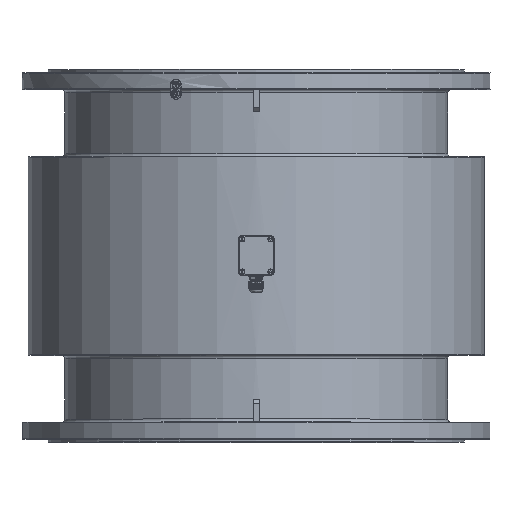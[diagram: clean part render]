
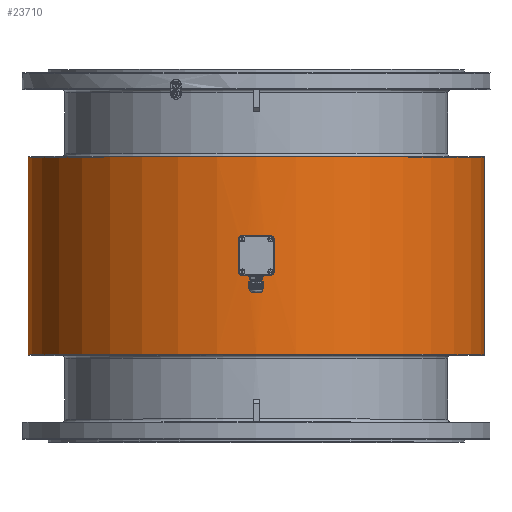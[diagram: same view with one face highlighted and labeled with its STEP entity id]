
A CAD part, top view. The second image highlights one B-rep face of the part: STEP entity #23710.
In plain terms, the highlighted cylindrical face has radius 367.5 mm (diameter 735 mm), a full revolution.
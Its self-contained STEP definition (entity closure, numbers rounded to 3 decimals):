
#755=FACE_BOUND('',#3235,.T.);
#1640=FACE_OUTER_BOUND('',#3234,.T.);
#3234=EDGE_LOOP('',(#16197,#16198,#16199,#16200));
#3235=EDGE_LOOP('',(#16201,#16202));
#4748=CIRCLE('',#25427,367.5);
#4751=CIRCLE('',#25431,367.5);
#6058=B_SPLINE_CURVE_WITH_KNOTS('',3,(#46357,#46358,#46359,#46360,#46361,
#46362,#46363,#46364,#46365,#46366,#46367,#46368,#46369,#46370,#46371,#46372,
#46373,#46374,#46375,#46376,#46377,#46378,#46379,#46380,#46381,#46382,#46383,
#46384,#46385,#46386,#46387,#46388,#46389,#46390,#46391),.UNSPECIFIED.,
 .F.,.F.,(4,2,2,2,2,2,2,2,3,2,2,2,2,2,2,2,4),(-3.165,-2.769,
-2.374,-1.978,-1.582,-1.187,
-0.791,-0.396,0.,0.396,0.791,
1.187,1.582,1.978,2.374,2.769,
3.165),.UNSPECIFIED.);
#6059=B_SPLINE_CURVE_WITH_KNOTS('',3,(#46392,#46393,#46394,#46395,#46396,
#46397,#46398,#46399,#46400,#46401,#46402,#46403,#46404,#46405,#46406,#46407,
#46408,#46409,#46410,#46411,#46412,#46413,#46414,#46415,#46416,#46417,#46418,
#46419,#46420,#46421,#46422,#46423,#46424,#46425),.UNSPECIFIED.,.F.,.F.,
(4,2,2,2,2,2,2,2,2,2,2,2,2,2,2,2,4),(3.165,3.561,
3.956,4.352,4.747,5.143,5.539,
5.934,6.33,6.725,7.121,7.517,
7.912,8.308,8.703,9.099,9.495),
 .UNSPECIFIED.);
#6629=LINE('',#46354,#8086);
#8086=VECTOR('',#28920,367.5);
#9781=VERTEX_POINT('',#46346);
#9783=VERTEX_POINT('',#46352);
#9784=VERTEX_POINT('',#46355);
#9785=VERTEX_POINT('',#46356);
#12065=EDGE_CURVE('',#9781,#9781,#4748,.T.);
#12068=EDGE_CURVE('',#9783,#9783,#4751,.T.);
#12069=EDGE_CURVE('',#9783,#9781,#6629,.T.);
#12070=EDGE_CURVE('',#9784,#9785,#6058,.T.);
#12071=EDGE_CURVE('',#9785,#9784,#6059,.T.);
#16197=ORIENTED_EDGE('',*,*,#12068,.F.);
#16198=ORIENTED_EDGE('',*,*,#12069,.T.);
#16199=ORIENTED_EDGE('',*,*,#12065,.F.);
#16200=ORIENTED_EDGE('',*,*,#12069,.F.);
#16201=ORIENTED_EDGE('',*,*,#12070,.T.);
#16202=ORIENTED_EDGE('',*,*,#12071,.T.);
#21908=CYLINDRICAL_SURFACE('',#25430,367.5);
#23710=ADVANCED_FACE('',(#1640,#755),#21908,.T.);
#25427=AXIS2_PLACEMENT_3D('',#46347,#28910,#28911);
#25430=AXIS2_PLACEMENT_3D('',#46351,#28916,#28917);
#25431=AXIS2_PLACEMENT_3D('',#46353,#28918,#28919);
#28910=DIRECTION('center_axis',(-1.,0.,0.));
#28911=DIRECTION('ref_axis',(0.,-1.,0.));
#28916=DIRECTION('center_axis',(1.,0.,0.));
#28917=DIRECTION('ref_axis',(0.,1.,0.));
#28918=DIRECTION('center_axis',(1.,0.,0.));
#28919=DIRECTION('ref_axis',(0.,-1.,0.));
#28920=DIRECTION('',(-1.,0.,0.));
#46346=CARTESIAN_POINT('',(-159.,-809.,0.));
#46347=CARTESIAN_POINT('Origin',(-159.,-441.5,0.));
#46351=CARTESIAN_POINT('Origin',(0.,-441.5,0.));
#46352=CARTESIAN_POINT('',(159.,-809.,0.));
#46353=CARTESIAN_POINT('Origin',(159.,-441.5,0.));
#46354=CARTESIAN_POINT('',(0.,-809.,0.));
#46355=CARTESIAN_POINT('',(-21.,-74.,0.));
#46356=CARTESIAN_POINT('',(21.,-74.,0.));
#46357=CARTESIAN_POINT('Ctrl Pts',(-21.,-74.,
0.));
#46358=CARTESIAN_POINT('Ctrl Pts',(-21.,-74.,
-1.319));
#46359=CARTESIAN_POINT('Ctrl Pts',(-20.874,-74.007,-2.682));
#46360=CARTESIAN_POINT('Ctrl Pts',(-20.342,-74.037,
-5.395));
#46361=CARTESIAN_POINT('Ctrl Pts',(-19.937,-74.06,
-6.744));
#46362=CARTESIAN_POINT('Ctrl Pts',(-18.865,-74.116,-9.331));
#46363=CARTESIAN_POINT('Ctrl Pts',(-18.198,-74.15,
-10.571));
#46364=CARTESIAN_POINT('Ctrl Pts',(-16.656,-74.223,
-12.864));
#46365=CARTESIAN_POINT('Ctrl Pts',(-15.781,-74.262,
-13.917));
#46366=CARTESIAN_POINT('Ctrl Pts',(-13.917,-74.338,
-15.781));
#46367=CARTESIAN_POINT('Ctrl Pts',(-12.864,-74.377,
-16.656));
#46368=CARTESIAN_POINT('Ctrl Pts',(-10.571,-74.45,
-18.198));
#46369=CARTESIAN_POINT('Ctrl Pts',(-9.331,-74.484,
-18.865));
#46370=CARTESIAN_POINT('Ctrl Pts',(-6.744,-74.541,
-19.937));
#46371=CARTESIAN_POINT('Ctrl Pts',(-5.395,-74.563,-20.342));
#46372=CARTESIAN_POINT('Ctrl Pts',(-2.682,-74.593,
-20.874));
#46373=CARTESIAN_POINT('Ctrl Pts',(-1.319,-74.6,-21.));
#46374=CARTESIAN_POINT('Ctrl Pts',(0.,-74.6,
-21.));
#46375=CARTESIAN_POINT('Ctrl Pts',(1.319,-74.6,-21.));
#46376=CARTESIAN_POINT('Ctrl Pts',(2.682,-74.593,-20.874));
#46377=CARTESIAN_POINT('Ctrl Pts',(5.395,-74.563,-20.342));
#46378=CARTESIAN_POINT('Ctrl Pts',(6.744,-74.541,-19.937));
#46379=CARTESIAN_POINT('Ctrl Pts',(9.331,-74.484,-18.865));
#46380=CARTESIAN_POINT('Ctrl Pts',(10.571,-74.45,-18.198));
#46381=CARTESIAN_POINT('Ctrl Pts',(12.864,-74.377,-16.656));
#46382=CARTESIAN_POINT('Ctrl Pts',(13.917,-74.338,-15.781));
#46383=CARTESIAN_POINT('Ctrl Pts',(15.781,-74.262,-13.917));
#46384=CARTESIAN_POINT('Ctrl Pts',(16.656,-74.223,-12.864));
#46385=CARTESIAN_POINT('Ctrl Pts',(18.198,-74.15,-10.571));
#46386=CARTESIAN_POINT('Ctrl Pts',(18.865,-74.116,-9.331));
#46387=CARTESIAN_POINT('Ctrl Pts',(19.937,-74.06,-6.744));
#46388=CARTESIAN_POINT('Ctrl Pts',(20.342,-74.037,-5.395));
#46389=CARTESIAN_POINT('Ctrl Pts',(20.874,-74.007,-2.682));
#46390=CARTESIAN_POINT('Ctrl Pts',(21.,-74.,-1.319));
#46391=CARTESIAN_POINT('Ctrl Pts',(21.,-74.,0.));
#46392=CARTESIAN_POINT('Ctrl Pts',(21.,-74.,0.));
#46393=CARTESIAN_POINT('Ctrl Pts',(21.,-74.,1.319));
#46394=CARTESIAN_POINT('Ctrl Pts',(20.874,-74.007,2.682));
#46395=CARTESIAN_POINT('Ctrl Pts',(20.342,-74.037,5.395));
#46396=CARTESIAN_POINT('Ctrl Pts',(19.937,-74.06,6.744));
#46397=CARTESIAN_POINT('Ctrl Pts',(18.865,-74.116,9.331));
#46398=CARTESIAN_POINT('Ctrl Pts',(18.198,-74.15,10.571));
#46399=CARTESIAN_POINT('Ctrl Pts',(16.656,-74.223,12.864));
#46400=CARTESIAN_POINT('Ctrl Pts',(15.781,-74.262,13.917));
#46401=CARTESIAN_POINT('Ctrl Pts',(13.917,-74.338,15.781));
#46402=CARTESIAN_POINT('Ctrl Pts',(12.864,-74.377,16.656));
#46403=CARTESIAN_POINT('Ctrl Pts',(10.571,-74.45,18.198));
#46404=CARTESIAN_POINT('Ctrl Pts',(9.331,-74.484,18.865));
#46405=CARTESIAN_POINT('Ctrl Pts',(6.744,-74.541,19.937));
#46406=CARTESIAN_POINT('Ctrl Pts',(5.395,-74.563,20.342));
#46407=CARTESIAN_POINT('Ctrl Pts',(2.682,-74.593,20.874));
#46408=CARTESIAN_POINT('Ctrl Pts',(1.319,-74.6,21.));
#46409=CARTESIAN_POINT('Ctrl Pts',(-1.319,-74.6,21.));
#46410=CARTESIAN_POINT('Ctrl Pts',(-2.682,-74.593,
20.874));
#46411=CARTESIAN_POINT('Ctrl Pts',(-5.395,-74.563,
20.342));
#46412=CARTESIAN_POINT('Ctrl Pts',(-6.744,-74.541,
19.937));
#46413=CARTESIAN_POINT('Ctrl Pts',(-9.331,-74.484,
18.865));
#46414=CARTESIAN_POINT('Ctrl Pts',(-10.571,-74.45,
18.198));
#46415=CARTESIAN_POINT('Ctrl Pts',(-12.864,-74.377,
16.656));
#46416=CARTESIAN_POINT('Ctrl Pts',(-13.917,-74.338,
15.781));
#46417=CARTESIAN_POINT('Ctrl Pts',(-15.781,-74.262,
13.917));
#46418=CARTESIAN_POINT('Ctrl Pts',(-16.656,-74.223,
12.864));
#46419=CARTESIAN_POINT('Ctrl Pts',(-18.198,-74.15,
10.571));
#46420=CARTESIAN_POINT('Ctrl Pts',(-18.865,-74.116,9.331));
#46421=CARTESIAN_POINT('Ctrl Pts',(-19.937,-74.06,
6.744));
#46422=CARTESIAN_POINT('Ctrl Pts',(-20.342,-74.037,
5.395));
#46423=CARTESIAN_POINT('Ctrl Pts',(-20.874,-74.007,2.682));
#46424=CARTESIAN_POINT('Ctrl Pts',(-21.,-74.,
1.319));
#46425=CARTESIAN_POINT('Ctrl Pts',(-21.,-74.,
0.));
